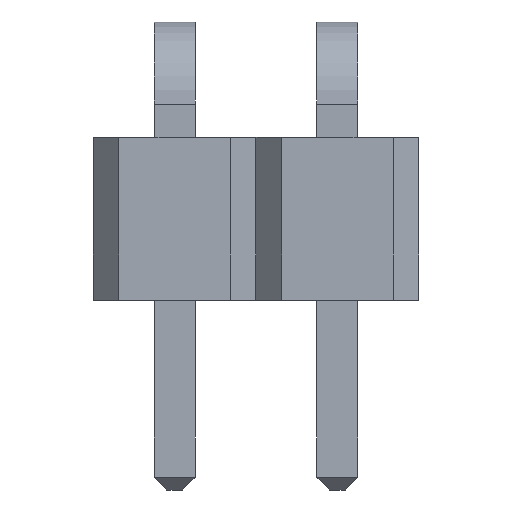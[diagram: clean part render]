
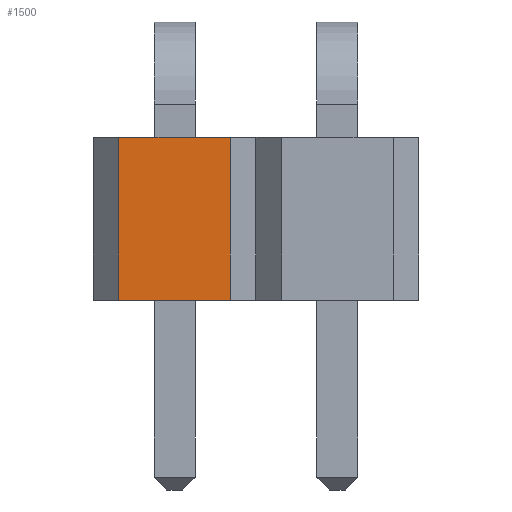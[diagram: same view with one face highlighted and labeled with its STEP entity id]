
A CAD part, left-side view. The second image highlights one B-rep face of the part: STEP entity #1500.
In plain terms, the highlighted planar face has unit normal (-1, 0, 0).
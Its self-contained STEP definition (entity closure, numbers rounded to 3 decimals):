
#66=FACE_OUTER_BOUND('',#148,.T.);
#148=EDGE_LOOP('',(#1049,#1050,#1051,#1052));
#252=LINE('',#2215,#444);
#255=LINE('',#2220,#447);
#257=LINE('',#2224,#449);
#275=LINE('',#2257,#467);
#444=VECTOR('',#1819,1.);
#447=VECTOR('',#1824,1.);
#449=VECTOR('',#1828,1.);
#467=VECTOR('',#1856,1.);
#623=VERTEX_POINT('',#2213);
#624=VERTEX_POINT('',#2214);
#625=VERTEX_POINT('',#2219);
#626=VERTEX_POINT('',#2223);
#764=EDGE_CURVE('',#623,#624,#252,.T.);
#767=EDGE_CURVE('',#623,#625,#255,.T.);
#769=EDGE_CURVE('',#625,#626,#257,.T.);
#787=EDGE_CURVE('',#624,#626,#275,.T.);
#1049=ORIENTED_EDGE('',*,*,#764,.T.);
#1050=ORIENTED_EDGE('',*,*,#787,.T.);
#1051=ORIENTED_EDGE('',*,*,#769,.F.);
#1052=ORIENTED_EDGE('',*,*,#767,.F.);
#1342=PLANE('',#1670);
#1500=ADVANCED_FACE('',(#66),#1342,.T.);
#1670=AXIS2_PLACEMENT_3D('',#2261,#1862,#1863);
#1819=DIRECTION('',(0.,-1.,0.));
#1824=DIRECTION('',(0.,0.,1.));
#1828=DIRECTION('',(0.,-1.,0.));
#1856=DIRECTION('',(0.,0.,1.));
#1862=DIRECTION('center_axis',(-1.,0.,0.));
#1863=DIRECTION('ref_axis',(0.,0.,1.));
#2213=CARTESIAN_POINT('',(-1.27,3.41,2.96));
#2214=CARTESIAN_POINT('',(-1.27,1.67,2.96));
#2215=CARTESIAN_POINT('',(-1.27,3.81,2.96));
#2219=CARTESIAN_POINT('',(-1.27,3.41,5.5));
#2220=CARTESIAN_POINT('',(-1.27,3.41,2.96));
#2223=CARTESIAN_POINT('',(-1.27,1.67,5.5));
#2224=CARTESIAN_POINT('',(-1.27,3.81,5.5));
#2257=CARTESIAN_POINT('',(-1.27,1.67,2.96));
#2261=CARTESIAN_POINT('Origin',(-1.27,3.81,2.96));
